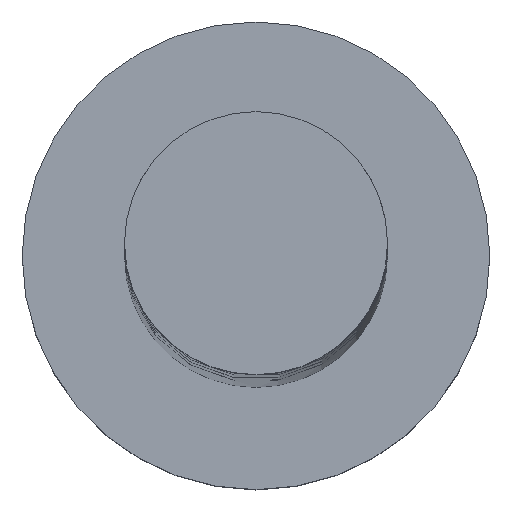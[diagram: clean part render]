
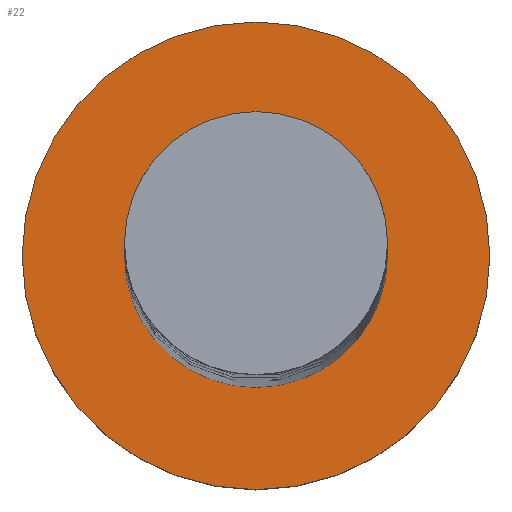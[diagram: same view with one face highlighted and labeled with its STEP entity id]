
A CAD part, top view. The second image highlights one B-rep face of the part: STEP entity #22.
In plain terms, the highlighted planar face has unit normal (0, 0, 1).
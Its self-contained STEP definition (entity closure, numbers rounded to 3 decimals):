
#7 = EDGE_LOOP ( 'NONE', ( #1505, #1407 ) ) ;
#11 = FACE_BOUND ( 'NONE', #7, .T. ) ;
#22 = ADVANCED_FACE ( 'NONE', ( #11, #260 ), #1581, .T. ) ;
#72 = CARTESIAN_POINT ( 'NONE',  ( 0., 0., 3. ) ) ;
#176 = CARTESIAN_POINT ( 'NONE',  ( 0., 0., 3. ) ) ;
#224 = AXIS2_PLACEMENT_3D ( 'NONE', #831, #1572, #1320 ) ;
#235 = DIRECTION ( 'NONE',  ( 1., 0., 0. ) ) ;
#260 = FACE_OUTER_BOUND ( 'NONE', #1384, .T. ) ;
#287 = VERTEX_POINT ( 'NONE', #1071 ) ;
#360 = CARTESIAN_POINT ( 'NONE',  ( 4., 0., 3. ) ) ;
#364 = ORIENTED_EDGE ( 'NONE', *, *, #1662, .T. ) ;
#494 = AXIS2_PLACEMENT_3D ( 'NONE', #969, #1346, #838 ) ;
#550 = CIRCLE ( 'NONE', #743, 2.25 ) ;
#579 = DIRECTION ( 'NONE',  ( 0., 0., 1. ) ) ;
#629 = CIRCLE ( 'NONE', #691, 4. ) ;
#630 = CARTESIAN_POINT ( 'NONE',  ( 0., 0., 3. ) ) ;
#691 = AXIS2_PLACEMENT_3D ( 'NONE', #72, #579, #1096 ) ;
#710 = DIRECTION ( 'NONE',  ( 0., 0., 1. ) ) ;
#743 = AXIS2_PLACEMENT_3D ( 'NONE', #630, #1017, #235 ) ;
#752 = EDGE_CURVE ( 'NONE', #1133, #1052, #550, .T. ) ;
#831 = CARTESIAN_POINT ( 'NONE',  ( 0., 0., 3. ) ) ;
#838 = DIRECTION ( 'NONE',  ( 1., 0., 0. ) ) ;
#839 = ORIENTED_EDGE ( 'NONE', *, *, #1385, .T. ) ;
#954 = CIRCLE ( 'NONE', #224, 4. ) ;
#969 = CARTESIAN_POINT ( 'NONE',  ( 0., 0., 3. ) ) ;
#1006 = CIRCLE ( 'NONE', #494, 2.25 ) ;
#1017 = DIRECTION ( 'NONE',  ( 0., 0., 1. ) ) ;
#1052 = VERTEX_POINT ( 'NONE', #1155 ) ;
#1059 = VERTEX_POINT ( 'NONE', #360 ) ;
#1071 = CARTESIAN_POINT ( 'NONE',  ( -4., 0., 3. ) ) ;
#1096 = DIRECTION ( 'NONE',  ( 1., 0., 0. ) ) ;
#1121 = DIRECTION ( 'NONE',  ( 1., 0., 0. ) ) ;
#1133 = VERTEX_POINT ( 'NONE', #1263 ) ;
#1155 = CARTESIAN_POINT ( 'NONE',  ( -2.25, 0., 3. ) ) ;
#1263 = CARTESIAN_POINT ( 'NONE',  ( 2.25, 0., 3. ) ) ;
#1320 = DIRECTION ( 'NONE',  ( 1., 0., 0. ) ) ;
#1346 = DIRECTION ( 'NONE',  ( 0., 0., 1. ) ) ;
#1384 = EDGE_LOOP ( 'NONE', ( #839, #364 ) ) ;
#1385 = EDGE_CURVE ( 'NONE', #287, #1059, #954, .T. ) ;
#1407 = ORIENTED_EDGE ( 'NONE', *, *, #752, .F. ) ;
#1505 = ORIENTED_EDGE ( 'NONE', *, *, #1558, .F. ) ;
#1558 = EDGE_CURVE ( 'NONE', #1052, #1133, #1006, .T. ) ;
#1569 = AXIS2_PLACEMENT_3D ( 'NONE', #176, #710, #1121 ) ;
#1572 = DIRECTION ( 'NONE',  ( 0., 0., 1. ) ) ;
#1581 = PLANE ( 'NONE',  #1569 ) ;
#1662 = EDGE_CURVE ( 'NONE', #1059, #287, #629, .T. ) ;
